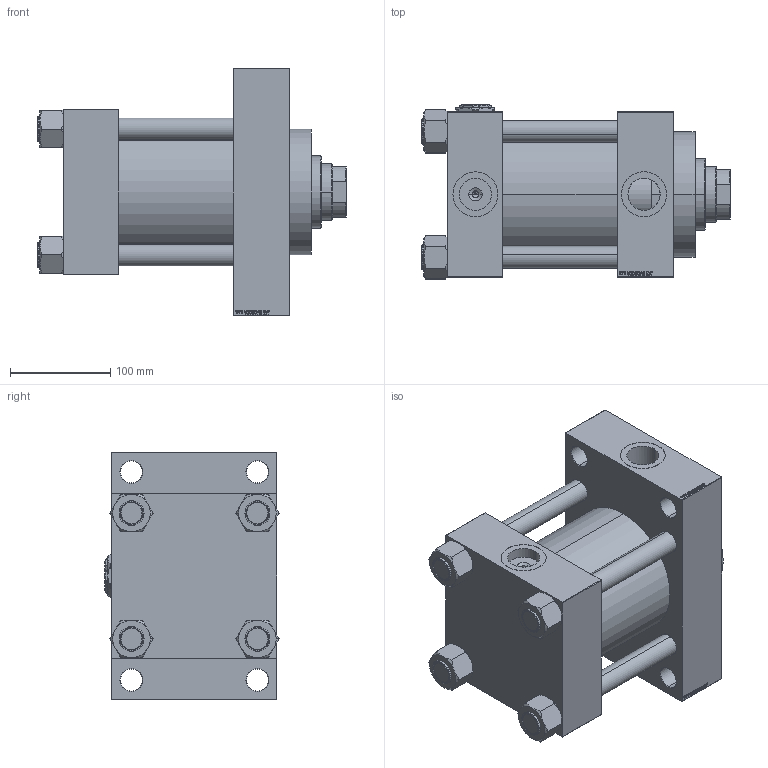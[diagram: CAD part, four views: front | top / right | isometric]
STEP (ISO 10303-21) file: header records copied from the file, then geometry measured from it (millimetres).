
FILE_DESCRIPTION (( 'STEP AP203' ), '1' );
FILE_NAME ('4c91.STEP', '2024-10-23T09:13:30', ( '' ), ( '' ), 'SwSTEP 2.0', 'SolidWorks 2019', '' );
FILE_SCHEMA (( 'CONFIG_CONTROL_DESIGN' ));
Length unit declared in the file: millimetre
Products named in the file (7): NUT_M5_D b9e4435403366117659d3eee95fa5347; Zatka_pro_OIL_PORT b9e4435403366117659d3eee95fa5347; 4c91; V215CR_VCP_D b9e4435403366117659d3eee95fa5347; V215_VC_A b9e4435403366117659d3eee95fa5347; V215CR_D_Body b9e4435403366117659d3eee95fa5347; V215CR_D_TYCINKA b9e4435403366117659d3eee95fa5347
Assembly tree (12 placements, depth 2):
  4c91
    V215CR_D_Body b9e4435403366117659d3eee95fa5347
    V215CR_VCP_D b9e4435403366117659d3eee95fa5347
    NUT_M5_D b9e4435403366117659d3eee95fa5347  x4
    V215CR_D_TYCINKA b9e4435403366117659d3eee95fa5347  x4
    V215_VC_A b9e4435403366117659d3eee95fa5347
    Zatka_pro_OIL_PORT b9e4435403366117659d3eee95fa5347
Bounding box: 308 x 174.07 x 247 mm (x, y, z)
Volume: 5076032.2 mm3; surface area: 577626.4 mm2
Topology: 12 solids, 12 shells, 1201 faces, 3026 edges, 1962 vertices
Faces by surface type: plane 568, bspline 368, cone 164, cylinder 93, torus 8
Entity records: 49513 total; most frequent: CARTESIAN_POINT 25803, ORIENTED_EDGE 5316, DIRECTION 3482, EDGE_CURVE 2658, VERTEX_POINT 1740, LINE 1556, VECTOR 1556, EDGE_LOOP 1180
